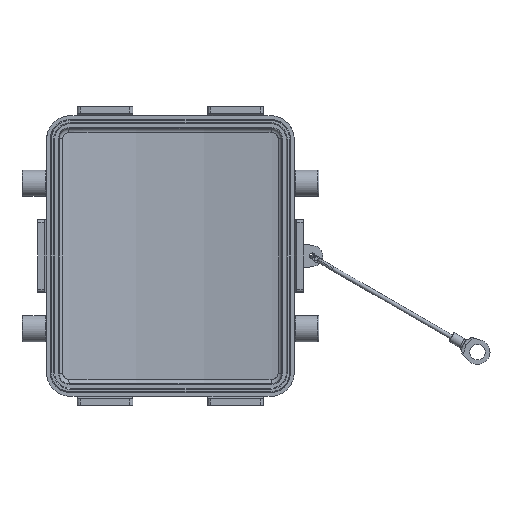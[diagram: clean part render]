
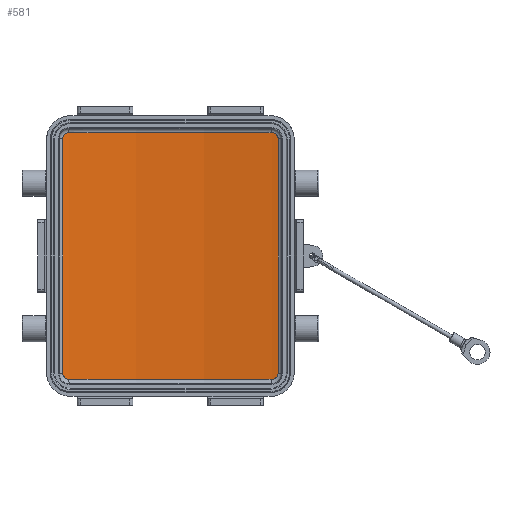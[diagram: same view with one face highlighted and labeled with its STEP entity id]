
A CAD part, front view. The second image highlights one B-rep face of the part: STEP entity #581.
In plain terms, the highlighted cylindrical face has radius 197.5 mm (diameter 395 mm), a partial arc.
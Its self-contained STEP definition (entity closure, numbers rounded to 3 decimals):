
#152=CYLINDRICAL_SURFACE('',#7506,197.5);
#386=B_SPLINE_CURVE_WITH_KNOTS('',3,(#10546,#10547,#10548,#10549,#10550,
#10551),.UNSPECIFIED.,.F.,.F.,(4,2,4),(0.,0.5,1.),.UNSPECIFIED.);
#387=B_SPLINE_CURVE_WITH_KNOTS('',3,(#10554,#10555,#10556,#10557),
 .UNSPECIFIED.,.F.,.F.,(4,4),(0.,1.),.UNSPECIFIED.);
#388=B_SPLINE_CURVE_WITH_KNOTS('',3,(#10559,#10560,#10561,#10562,#10563,
#10564),.UNSPECIFIED.,.F.,.F.,(4,2,4),(0.,0.5,1.),.UNSPECIFIED.);
#389=B_SPLINE_CURVE_WITH_KNOTS('',3,(#10568,#10569,#10570,#10571,#10572,
#10573),.UNSPECIFIED.,.F.,.F.,(4,2,4),(0.,0.5,1.),.UNSPECIFIED.);
#390=B_SPLINE_CURVE_WITH_KNOTS('',3,(#10575,#10576,#10577,#10578),
 .UNSPECIFIED.,.F.,.F.,(4,4),(0.,1.),.UNSPECIFIED.);
#391=B_SPLINE_CURVE_WITH_KNOTS('',3,(#10580,#10581,#10582,#10583,#10584,
#10585),.UNSPECIFIED.,.F.,.F.,(4,2,4),(0.,0.5,1.),.UNSPECIFIED.);
#581=ADVANCED_FACE('NONE',(#1206),#152,.F.);
#1206=FACE_OUTER_BOUND('',#1615,.T.);
#1615=EDGE_LOOP('',(#2465,#2466,#2467,#2468,#2469,#2470,#2471,#2472));
#2465=ORIENTED_EDGE('',*,*,#5377,.T.);
#2466=ORIENTED_EDGE('',*,*,#5378,.T.);
#2467=ORIENTED_EDGE('',*,*,#5379,.T.);
#2468=ORIENTED_EDGE('',*,*,#5380,.T.);
#2469=ORIENTED_EDGE('',*,*,#5381,.T.);
#2470=ORIENTED_EDGE('',*,*,#5382,.T.);
#2471=ORIENTED_EDGE('',*,*,#5383,.T.);
#2472=ORIENTED_EDGE('',*,*,#5384,.T.);
#4673=VERTEX_POINT('',#10552);
#4674=VERTEX_POINT('',#10553);
#4675=VERTEX_POINT('',#10558);
#4676=VERTEX_POINT('',#10565);
#4677=VERTEX_POINT('',#10567);
#4678=VERTEX_POINT('',#10574);
#4679=VERTEX_POINT('',#10579);
#4680=VERTEX_POINT('',#10586);
#5377=EDGE_CURVE('NONE',#4673,#4674,#386,.T.);
#5378=EDGE_CURVE('NONE',#4674,#4675,#387,.T.);
#5379=EDGE_CURVE('NONE',#4675,#4676,#388,.T.);
#5380=EDGE_CURVE('NONE',#4676,#4677,#6438,.T.);
#5381=EDGE_CURVE('NONE',#4677,#4678,#389,.T.);
#5382=EDGE_CURVE('NONE',#4678,#4679,#390,.T.);
#5383=EDGE_CURVE('NONE',#4679,#4680,#391,.T.);
#5384=EDGE_CURVE('NONE',#4680,#4673,#6439,.T.);
#6438=LINE('',#10566,#6983);
#6439=LINE('',#10587,#6984);
#6983=VECTOR('',#8305,1.);
#6984=VECTOR('',#8306,1.);
#7506=AXIS2_PLACEMENT_3D('',#10588,#8307,#8308);
#8305=DIRECTION('',(0.,0.,1.));
#8306=DIRECTION('',(0.,0.,-1.));
#8307=DIRECTION('',(0.,0.,1.));
#8308=DIRECTION('',(1.,0.,0.));
#10546=CARTESIAN_POINT('',(-35.866,10.406,-39.094));
#10547=CARTESIAN_POINT('',(-35.866,10.406,-39.622));
#10548=CARTESIAN_POINT('',(-35.657,10.445,-40.127));
#10549=CARTESIAN_POINT('',(-34.897,10.583,-40.88));
#10550=CARTESIAN_POINT('',(-34.381,10.675,-41.089));
#10551=CARTESIAN_POINT('',(-33.845,10.768,-41.088));
#10552=CARTESIAN_POINT('',(-35.866,10.406,-39.094));
#10553=CARTESIAN_POINT('',(-33.845,10.768,-41.088));
#10554=CARTESIAN_POINT('',(-33.845,10.768,-41.088));
#10555=CARTESIAN_POINT('',(-11.505,14.654,-41.02));
#10556=CARTESIAN_POINT('',(11.505,14.654,-41.02));
#10557=CARTESIAN_POINT('',(33.845,10.768,-41.088));
#10558=CARTESIAN_POINT('',(33.845,10.768,-41.088));
#10559=CARTESIAN_POINT('',(33.845,10.768,-41.088));
#10560=CARTESIAN_POINT('',(34.381,10.675,-41.089));
#10561=CARTESIAN_POINT('',(34.898,10.583,-40.879));
#10562=CARTESIAN_POINT('',(35.656,10.445,-40.128));
#10563=CARTESIAN_POINT('',(35.866,10.406,-39.622));
#10564=CARTESIAN_POINT('',(35.866,10.406,-39.094));
#10565=CARTESIAN_POINT('',(35.866,10.406,-39.094));
#10566=CARTESIAN_POINT('',(35.866,10.406,-39.441));
#10567=CARTESIAN_POINT('',(35.866,10.406,39.094));
#10568=CARTESIAN_POINT('',(35.866,10.406,39.094));
#10569=CARTESIAN_POINT('',(35.866,10.406,39.622));
#10570=CARTESIAN_POINT('',(35.657,10.445,40.127));
#10571=CARTESIAN_POINT('',(34.897,10.583,40.88));
#10572=CARTESIAN_POINT('',(34.381,10.675,41.089));
#10573=CARTESIAN_POINT('',(33.845,10.768,41.088));
#10574=CARTESIAN_POINT('',(33.845,10.768,41.088));
#10575=CARTESIAN_POINT('',(33.845,10.768,41.088));
#10576=CARTESIAN_POINT('',(11.505,14.654,41.02));
#10577=CARTESIAN_POINT('',(-11.505,14.654,41.02));
#10578=CARTESIAN_POINT('',(-33.845,10.768,41.088));
#10579=CARTESIAN_POINT('',(-33.845,10.768,41.088));
#10580=CARTESIAN_POINT('',(-33.845,10.768,41.088));
#10581=CARTESIAN_POINT('',(-34.381,10.675,41.089));
#10582=CARTESIAN_POINT('',(-34.898,10.583,40.879));
#10583=CARTESIAN_POINT('',(-35.656,10.445,40.128));
#10584=CARTESIAN_POINT('',(-35.866,10.406,39.622));
#10585=CARTESIAN_POINT('',(-35.866,10.406,39.094));
#10586=CARTESIAN_POINT('',(-35.866,10.406,39.094));
#10587=CARTESIAN_POINT('',(-35.866,10.406,39.441));
#10588=CARTESIAN_POINT('',(0.,-183.81,-45.25));
